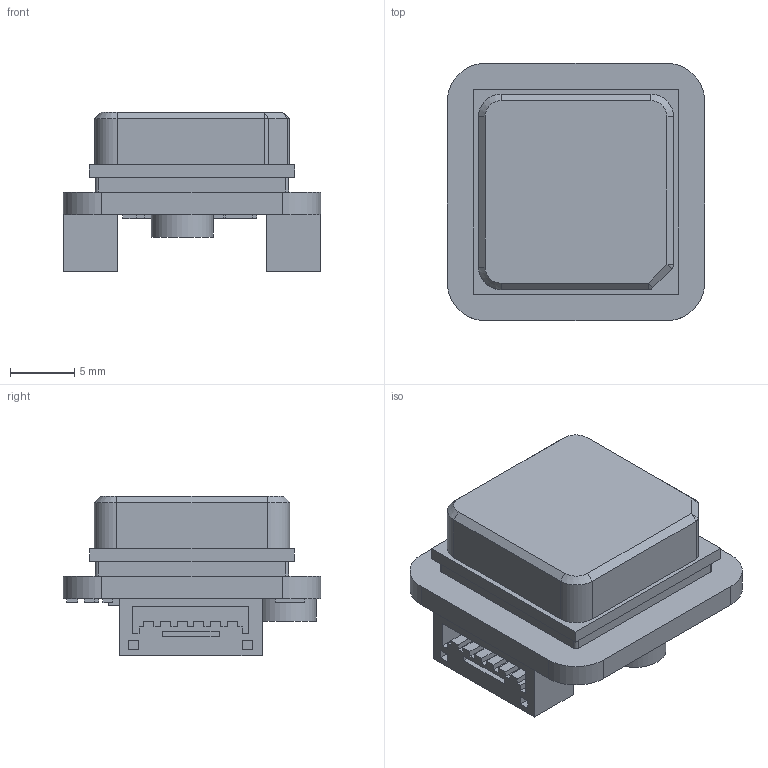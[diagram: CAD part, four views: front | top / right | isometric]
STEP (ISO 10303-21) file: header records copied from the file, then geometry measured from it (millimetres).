
FILE_DESCRIPTION(/* description */ (''),/* implementation_level */ '2;1');
FILE_NAME(/* name */ 'Mateksys M10Q-5883.step',/* time_stamp */ '2023-07-12T20:41:33-05:00',/* author */ (''),/* organization */ (''),/* preprocessor_version */ 'ST-DEVELOPER v19.2',/* originating_system */ 'Autodesk Translation Framework v12.6.0.85',/* authorisation */ '');
FILE_SCHEMA (('AUTOMOTIVE_DESIGN { 1 0 10303 214 3 1 1 }'));
Length unit declared in the file: millimetre
Products named in the file (1): Mateksys M10Q-5883
Bounding box: 20 x 20 x 12.4 mm (x, y, z)
Volume: 2469.5 mm3; surface area: 3485.2 mm2
Topology: 6 solids, 6 shells, 243 faces, 605 edges, 398 vertices
Faces by surface type: plane 224, cylinder 14, cone 5
Full cylindrical faces by diameter (mm): 4.788 x1
Entity records: 7130 total; most frequent: CARTESIAN_POINT 1245, ORIENTED_EDGE 1206, DIRECTION 1122, EDGE_CURVE 603, LINE 572, VECTOR 572, VERTEX_POINT 398, AXIS2_PLACEMENT_3D 275
